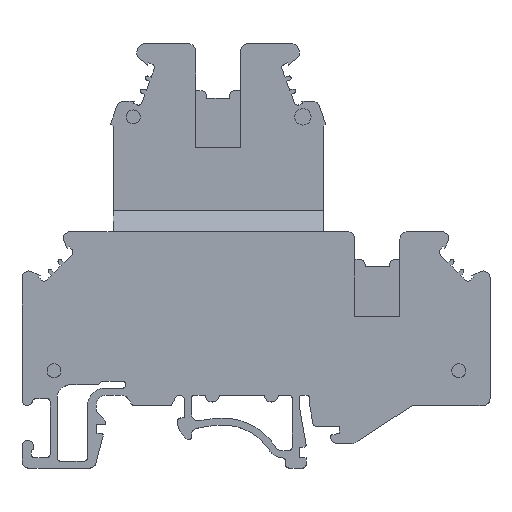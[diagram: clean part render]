
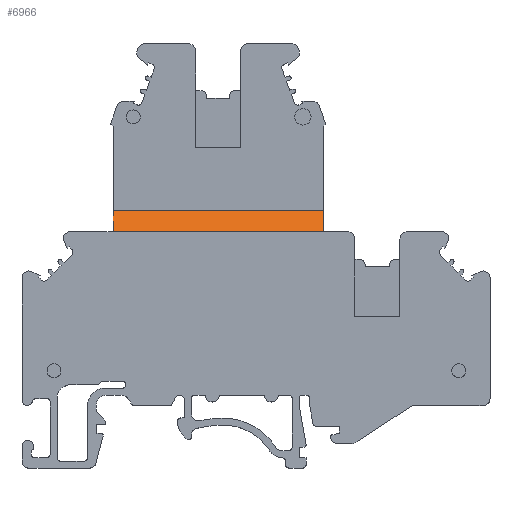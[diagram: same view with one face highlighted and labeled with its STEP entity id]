
A CAD part, top view. The second image highlights one B-rep face of the part: STEP entity #6966.
In plain terms, the highlighted planar face has unit normal (0, 0.64, 0.768).
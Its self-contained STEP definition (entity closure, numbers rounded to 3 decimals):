
#665=DIRECTION('',(1.,0.,0.));
#666=VECTOR('',#665,30.2);
#667=CARTESIAN_POINT('',(-15.1,28.,2.5));
#668=LINE('',#667,#666);
#1157=DIRECTION('',(0.,-0.768,0.64));
#1158=VECTOR('',#1157,3.905);
#1159=CARTESIAN_POINT('',(15.1,31.,0.));
#1160=LINE('',#1159,#1158);
#1781=DIRECTION('',(0.,-0.768,0.64));
#1782=VECTOR('',#1781,3.905);
#1783=CARTESIAN_POINT('',(-15.1,31.,0.));
#1784=LINE('',#1783,#1782);
#1793=DIRECTION('',(1.,0.,0.));
#1794=VECTOR('',#1793,30.2);
#1795=CARTESIAN_POINT('',(-15.1,31.,0.));
#1796=LINE('',#1795,#1794);
#3914=CARTESIAN_POINT('',(-15.1,28.,2.5));
#3915=CARTESIAN_POINT('',(15.1,28.,2.5));
#3916=VERTEX_POINT('',#3914);
#3917=VERTEX_POINT('',#3915);
#3923=CARTESIAN_POINT('',(15.1,31.,0.));
#3925=VERTEX_POINT('',#3923);
#4034=CARTESIAN_POINT('',(-15.1,31.,0.));
#4035=VERTEX_POINT('',#4034);
#6955=CARTESIAN_POINT('',(-28.2,31.,0.));
#6956=DIRECTION('',(0.,-0.64,-0.768));
#6957=DIRECTION('',(0.,-0.768,0.64));
#6958=AXIS2_PLACEMENT_3D('',#6955,#6956,#6957);
#6959=PLANE('',#6958);
#6960=ORIENTED_EDGE('',*,*,#4859,.F.);
#6961=ORIENTED_EDGE('',*,*,#6943,.F.);
#6962=ORIENTED_EDGE('',*,*,#6082,.T.);
#6963=ORIENTED_EDGE('',*,*,#5892,.T.);
#6964=EDGE_LOOP('',(#6960,#6961,#6962,#6963));
#6965=FACE_OUTER_BOUND('',#6964,.F.);
#4859=EDGE_CURVE('',#3916,#3917,#668,.T.);
#5892=EDGE_CURVE('',#3925,#3917,#1160,.T.);
#6082=EDGE_CURVE('',#4035,#3925,#1796,.T.);
#6943=EDGE_CURVE('',#4035,#3916,#1784,.T.);
#6966=ADVANCED_FACE('',(#6965),#6959,.F.);
